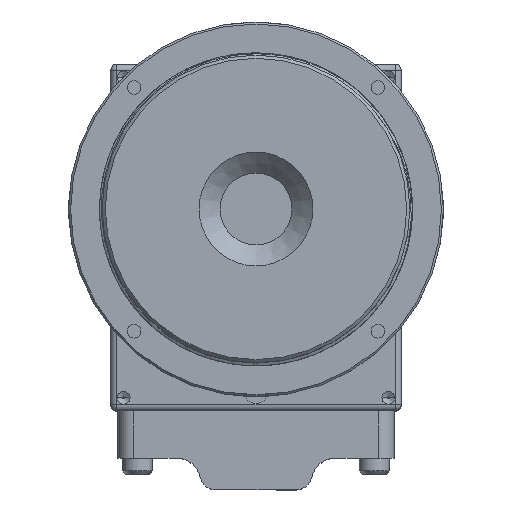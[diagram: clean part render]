
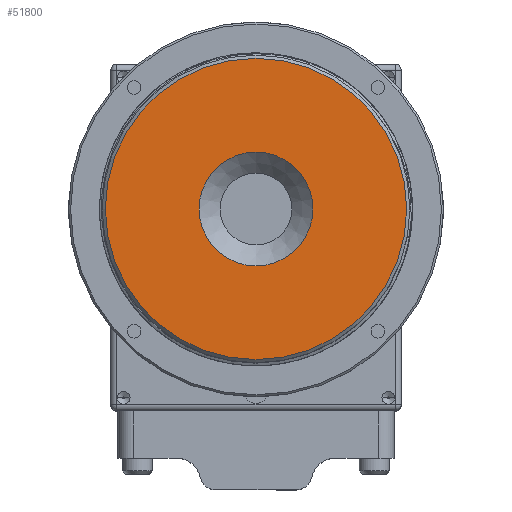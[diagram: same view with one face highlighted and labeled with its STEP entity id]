
A CAD part, top view. The second image highlights one B-rep face of the part: STEP entity #51800.
In plain terms, the highlighted planar face has unit normal (0, 0, 1).
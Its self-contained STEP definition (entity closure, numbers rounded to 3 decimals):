
#2267 = CARTESIAN_POINT ( 'NONE',  ( 0., 0., 50.175 ) ) ;
#7591 = DIRECTION ( 'NONE',  ( 0., 0., -1. ) ) ;
#9128 = CARTESIAN_POINT ( 'NONE',  ( 0., 0., 50.175 ) ) ;
#14689 = AXIS2_PLACEMENT_3D ( 'NONE', #2267, #7591, #70713 ) ;
#15312 = DIRECTION ( 'NONE',  ( 0., -1., 0. ) ) ;
#15380 = EDGE_CURVE ( 'NONE', #78938, #78938, #34202, .T. ) ;
#16113 = CARTESIAN_POINT ( 'NONE',  ( 0., 0., 50.175 ) ) ;
#16749 = AXIS2_PLACEMENT_3D ( 'NONE', #16113, #34442, #15312 ) ;
#20961 = FACE_BOUND ( 'NONE', #56605, .T. ) ;
#27449 = PLANE ( 'NONE',  #39844 ) ;
#27945 = VERTEX_POINT ( 'NONE', #39796 ) ;
#34202 = CIRCLE ( 'NONE', #14689, 7.215 ) ;
#34442 = DIRECTION ( 'NONE',  ( 0., 0., 1. ) ) ;
#37797 = EDGE_LOOP ( 'NONE', ( #44055 ) ) ;
#39796 = CARTESIAN_POINT ( 'NONE',  ( 0., -19.088, 50.175 ) ) ;
#39844 = AXIS2_PLACEMENT_3D ( 'NONE', #9128, #52328, #77156 ) ;
#44055 = ORIENTED_EDGE ( 'NONE', *, *, #71004, .T. ) ;
#47000 = FACE_OUTER_BOUND ( 'NONE', #37797, .T. ) ;
#51800 = ADVANCED_FACE ( 'NONE', ( #20961, #47000 ), #27449, .T. ) ;
#52328 = DIRECTION ( 'NONE',  ( 0., 0., 1. ) ) ;
#56605 = EDGE_LOOP ( 'NONE', ( #80219 ) ) ;
#59029 = CARTESIAN_POINT ( 'NONE',  ( 0., 7.215, 50.175 ) ) ;
#70713 = DIRECTION ( 'NONE',  ( 0., 1., 0. ) ) ;
#71004 = EDGE_CURVE ( 'NONE', #27945, #27945, #77913, .T. ) ;
#77156 = DIRECTION ( 'NONE',  ( 1., 0., 0. ) ) ;
#77913 = CIRCLE ( 'NONE', #16749, 19.088 ) ;
#78938 = VERTEX_POINT ( 'NONE', #59029 ) ;
#80219 = ORIENTED_EDGE ( 'NONE', *, *, #15380, .T. ) ;
